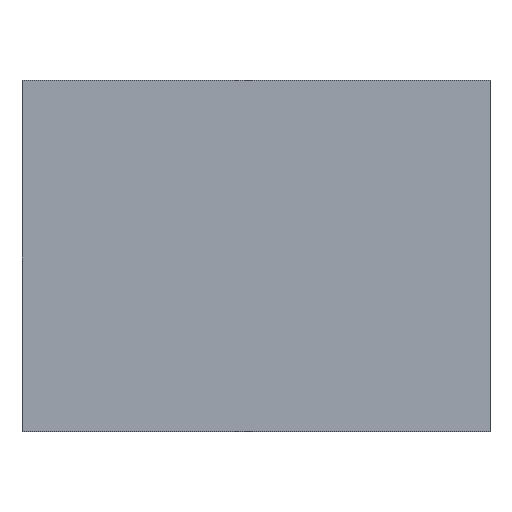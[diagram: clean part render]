
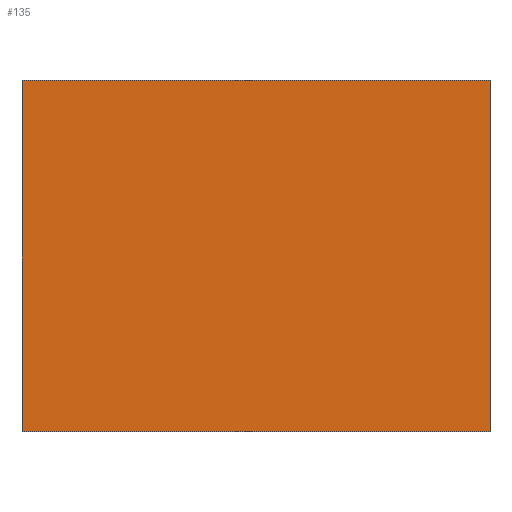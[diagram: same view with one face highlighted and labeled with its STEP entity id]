
A CAD part, top view. The second image highlights one B-rep face of the part: STEP entity #135.
In plain terms, the highlighted planar face has unit normal (0, 0, 1).
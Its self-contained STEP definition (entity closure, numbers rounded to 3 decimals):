
#6 = CARTESIAN_POINT ( 'NONE',  ( 1200., 0., 16.76 ) ) ;
#7 = EDGE_LOOP ( 'NONE', ( #165, #177, #59, #82 ) ) ;
#10 = CARTESIAN_POINT ( 'NONE',  ( 1200., 900., 16.76 ) ) ;
#16 = EDGE_CURVE ( 'NONE', #139, #79, #113, .T. ) ;
#20 = CARTESIAN_POINT ( 'NONE',  ( 0., 0., 16.76 ) ) ;
#38 = DIRECTION ( 'NONE',  ( -1., 0., 0. ) ) ;
#43 = FACE_OUTER_BOUND ( 'NONE', #7, .T. ) ;
#55 = DIRECTION ( 'NONE',  ( 0., -1., 0. ) ) ;
#57 = DIRECTION ( 'NONE',  ( 1., 0., 0. ) ) ;
#58 = CARTESIAN_POINT ( 'NONE',  ( 0., 0., 16.76 ) ) ;
#59 = ORIENTED_EDGE ( 'NONE', *, *, #189, .T. ) ;
#67 = DIRECTION ( 'NONE',  ( 0., 1., 0. ) ) ;
#70 = VECTOR ( 'NONE', #55, 1000. ) ;
#76 = VECTOR ( 'NONE', #67, 1000. ) ;
#79 = VERTEX_POINT ( 'NONE', #166 ) ;
#82 = ORIENTED_EDGE ( 'NONE', *, *, #16, .T. ) ;
#94 = EDGE_CURVE ( 'NONE', #174, #168, #175, .T. ) ;
#98 = CARTESIAN_POINT ( 'NONE',  ( 0., 900., 16.76 ) ) ;
#112 = DIRECTION ( 'NONE',  ( 0., 0., -1. ) ) ;
#113 = LINE ( 'NONE', #98, #173 ) ;
#121 = CARTESIAN_POINT ( 'NONE',  ( 1200., 0., 16.76 ) ) ;
#126 = VECTOR ( 'NONE', #57, 1000. ) ;
#135 = ADVANCED_FACE ( 'NONE', ( #43 ), #164, .F. ) ;
#139 = VERTEX_POINT ( 'NONE', #10 ) ;
#140 = CARTESIAN_POINT ( 'NONE',  ( 0., 0., 16.76 ) ) ;
#143 = DIRECTION ( 'NONE',  ( -1., 0., 0. ) ) ;
#149 = LINE ( 'NONE', #6, #76 ) ;
#164 = PLANE ( 'NONE',  #167 ) ;
#165 = ORIENTED_EDGE ( 'NONE', *, *, #198, .T. ) ;
#166 = CARTESIAN_POINT ( 'NONE',  ( 0., 900., 16.76 ) ) ;
#167 = AXIS2_PLACEMENT_3D ( 'NONE', #179, #112, #38 ) ;
#168 = VERTEX_POINT ( 'NONE', #121 ) ;
#173 = VECTOR ( 'NONE', #143, 1000. ) ;
#174 = VERTEX_POINT ( 'NONE', #20 ) ;
#175 = LINE ( 'NONE', #140, #126 ) ;
#177 = ORIENTED_EDGE ( 'NONE', *, *, #94, .T. ) ;
#179 = CARTESIAN_POINT ( 'NONE',  ( 0., 0., 16.76 ) ) ;
#189 = EDGE_CURVE ( 'NONE', #168, #139, #149, .T. ) ;
#194 = LINE ( 'NONE', #58, #70 ) ;
#198 = EDGE_CURVE ( 'NONE', #79, #174, #194, .T. ) ;
